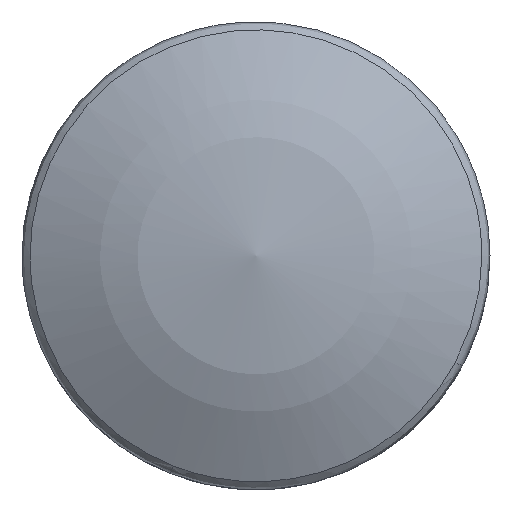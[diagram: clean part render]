
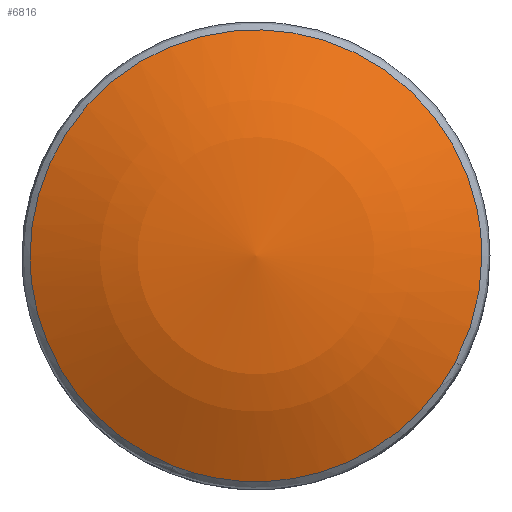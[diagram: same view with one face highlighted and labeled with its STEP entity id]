
A CAD part, top view. The second image highlights one B-rep face of the part: STEP entity #6816.
In plain terms, the highlighted free-form (B-spline) face has degree [2, 2] with [4, 4] control points.
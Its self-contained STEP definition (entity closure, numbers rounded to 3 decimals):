
#774=CARTESIAN_POINT('',(-2.648,-6.74,-1.864));
#775=VERTEX_POINT('',#774);
#789=CARTESIAN_POINT('',(-7.241,0.0,-1.864));
#790=VERTEX_POINT('',#789);
#791=CARTESIAN_POINT('',(-2.648,-6.74,-1.864));
#792=CARTESIAN_POINT('',(-7.241,-4.935,-1.864));
#793=CARTESIAN_POINT('',(-7.241,0.0,-1.864));
#801=(BOUNDED_CURVE()B_SPLINE_CURVE(2,(#791,#792,#793),.UNSPECIFIED.,.F.,.U.)B_SPLINE_CURVE_WITH_KNOTS((3,3),(0.812,1.0),.UNSPECIFIED.)CURVE()GEOMETRIC_REPRESENTATION_ITEM()RATIONAL_B_SPLINE_CURVE((0.891,0.78,1.0))REPRESENTATION_ITEM(''));
#802=EDGE_CURVE('',#775,#790,#801,.T.);
#804=CARTESIAN_POINT('',(7.241,0.0,-1.864));
#805=VERTEX_POINT('',#804);
#806=CARTESIAN_POINT('',(-7.241,0.0,-1.864));
#807=CARTESIAN_POINT('',(-7.241,7.241,-1.864));
#808=CARTESIAN_POINT('',(0.,7.241,-1.864));
#809=CARTESIAN_POINT('',(7.241,7.241,-1.864));
#810=CARTESIAN_POINT('',(7.241,0.0,-1.864));
#818=(BOUNDED_CURVE()B_SPLINE_CURVE(2,(#806,#807,#808,#809,#810),.UNSPECIFIED.,.F.,.U.)B_SPLINE_CURVE_WITH_KNOTS((3,2,3),(0.0,0.25,0.5),.UNSPECIFIED.)CURVE()GEOMETRIC_REPRESENTATION_ITEM()RATIONAL_B_SPLINE_CURVE((1.0,0.707,1.0,0.707,1.0))REPRESENTATION_ITEM(''));
#819=EDGE_CURVE('',#790,#805,#818,.T.);
#821=CARTESIAN_POINT('',(6.389,-3.409,-1.864));
#822=VERTEX_POINT('',#821);
#823=CARTESIAN_POINT('',(7.241,0.0,-1.864));
#824=CARTESIAN_POINT('',(7.241,-1.811,-1.864));
#825=CARTESIAN_POINT('',(6.389,-3.409,-1.864));
#833=(BOUNDED_CURVE()B_SPLINE_CURVE(2,(#823,#824,#825),.UNSPECIFIED.,.F.,.U.)B_SPLINE_CURVE_WITH_KNOTS((3,3),(0.5,0.58),.UNSPECIFIED.)CURVE()GEOMETRIC_REPRESENTATION_ITEM()RATIONAL_B_SPLINE_CURVE((1.0,0.906,0.872))REPRESENTATION_ITEM(''));
#834=EDGE_CURVE('',#805,#822,#833,.T.);
#875=CARTESIAN_POINT('',(6.389,-3.409,-1.864));
#876=CARTESIAN_POINT('',(4.344,-7.241,-1.864));
#877=CARTESIAN_POINT('',(0.,-7.241,-1.864));
#878=CARTESIAN_POINT('',(-1.372,-7.241,-1.864));
#879=CARTESIAN_POINT('',(-2.648,-6.74,-1.864));
#887=(BOUNDED_CURVE()B_SPLINE_CURVE(2,(#875,#876,#877,#878,#879),.UNSPECIFIED.,.F.,.U.)B_SPLINE_CURVE_WITH_KNOTS((3,2,3),(0.58,0.75,0.812),.UNSPECIFIED.)CURVE()GEOMETRIC_REPRESENTATION_ITEM()RATIONAL_B_SPLINE_CURVE((0.872,0.801,1.0,0.927,0.891))REPRESENTATION_ITEM(''));
#888=EDGE_CURVE('',#822,#775,#887,.T.);
#6786=CARTESIAN_POINT('',(-7.319,-7.319,-4.144));
#6787=CARTESIAN_POINT('',(-3.931,-7.862,-2.225));
#6788=CARTESIAN_POINT('',(3.931,-7.862,-2.225));
#6789=CARTESIAN_POINT('',(7.319,-7.319,-4.144));
#6790=CARTESIAN_POINT('',(-7.862,-3.931,-2.226));
#6791=CARTESIAN_POINT('',(-4.246,-4.246,0.));
#6792=CARTESIAN_POINT('',(4.246,-4.246,0.));
#6793=CARTESIAN_POINT('',(7.862,-3.931,-2.226));
#6794=CARTESIAN_POINT('',(-7.862,3.931,-2.226));
#6795=CARTESIAN_POINT('',(-4.246,4.246,0.));
#6796=CARTESIAN_POINT('',(4.246,4.246,0.));
#6797=CARTESIAN_POINT('',(7.862,3.931,-2.226));
#6798=CARTESIAN_POINT('',(-7.319,7.319,-4.144));
#6799=CARTESIAN_POINT('',(-3.931,7.862,-2.226));
#6800=CARTESIAN_POINT('',(3.931,7.862,-2.226));
#6801=CARTESIAN_POINT('',(7.319,7.319,-4.144));
#6809=(BOUNDED_SURFACE()B_SPLINE_SURFACE(2,2,((#6786,#6790,#6794,#6798),(#6787,#6791,#6795,#6799),(#6788,#6792,#6796,#6800),(#6789,#6793,#6797,#6801)),.UNSPECIFIED.,.F.,.F.,.U.)B_SPLINE_SURFACE_WITH_KNOTS((3,1,3),(3,1,3),(1.774,9.788,17.801),(1.775,9.788,17.801),.UNSPECIFIED.)GEOMETRIC_REPRESENTATION_ITEM()RATIONAL_B_SPLINE_SURFACE(((1.16,1.08,1.08,1.16),(1.08,1.0,1.0,1.08),(1.08,1.0,1.0,1.08),(1.16,1.08,1.08,1.16)))REPRESENTATION_ITEM('')SURFACE());
#6810=ORIENTED_EDGE('',*,*,#834,.F.);
#6811=ORIENTED_EDGE('',*,*,#819,.F.);
#6812=ORIENTED_EDGE('',*,*,#802,.F.);
#6813=ORIENTED_EDGE('',*,*,#888,.F.);
#6814=EDGE_LOOP('',(#6810,#6811,#6812,#6813));
#6815=FACE_OUTER_BOUND('',#6814,.T.);
#6816=ADVANCED_FACE('',(#6815),#6809,.T.);
